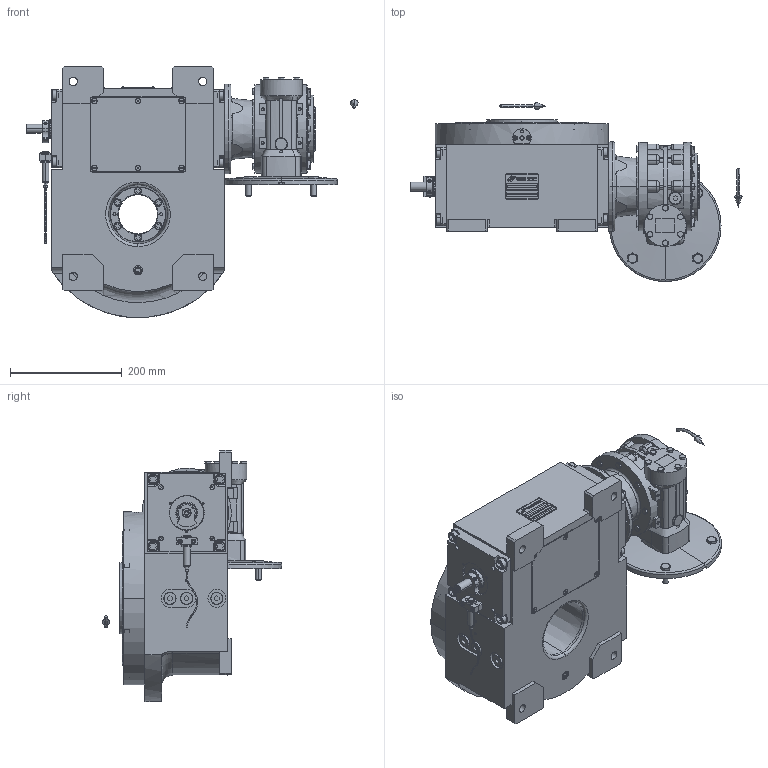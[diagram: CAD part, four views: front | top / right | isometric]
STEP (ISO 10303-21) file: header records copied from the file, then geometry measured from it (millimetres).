
FILE_DESCRIPTION (( 'STEP AP214' ), '1' );
FILE_NAME ('PC5200425.step', '2024-06-24T13:48:52', ( '' ), ( '' ), 'SwSTEP 2.0', 'SolidWorks 2020', '' );
FILE_SCHEMA (( 'AUTOMOTIVE_DESIGN' ));
Length unit declared in the file: millimetre
Products named in the file (89): cfn2000_01_099; rig09_017; cfn2003_01_054; cfn2000_01_126; RMI70_F3_SX_80B5; cfn2000_01_081; RIG09_005_AF0.stp; PC5200425; rig09_007_master; CFN2010_02_002.stp; AS_900_38_11_06_4; cfn2115_02_057; CFN2000_01_185.stp; AS_rig09_002_s_003; CFN2356_03_053.stp; cfn2400_04_003; CFN2223_02_003.stp; cfn2476_01_002_60x46; AS_rig09_004; rig09_004; olio_agip_blasia_150; cfn2107_01_001; cfn2155_01_095; cfn2010_01_015.prt; AS_rig09_071_12_m; cfn2151_01_115; CFN2223_02_004.stp; rig09_016; freccia_angolare_albero; 900_38_11_06_4; AS_cfn2476_01_002_60x46; AS_900_38_30_003; cfn2276_01_056; CFN2104_02_018.stp; CFN2010_01_020.stp; cfn2115_02_160; rig09_071_12_m.stp; cfn2077_01_036; AS_rig09_017; RIG09_005_ASM.stp ...
Assembly tree (78 placements, depth 5):
  PC5200425
    rig09_001_a_s_011
    AS_cfn2476_01_002_60x46
      cfn2476_01_002_60x46
      cfn2107_01_001
      cfn2107_01_001
    AS_rig09_071_12_m
      rig09_071_12_m.stp
        RIG09_005_ASM.stp
          RIG09_005_AF0.stp
          RIG09_021_AF0.stp
          CFN2000_01_185.stp
          CFN2000_01_185.stp
          CFN2104_02_018.stp
        CFN2155_01_195.stp
        CFN2010_02_002.stp
      rig09_003_12
      cfn2000_01_099
      cfn2000_01_099
      cfn2000_01_099
      cfn2000_01_099
      cfn2000_01_099
      cfn2000_01_099
      cfn2000_01_099
      cfn2000_01_099
      cfn2104_01_018  x2
    AS_rig09_017
      rig09_017
      cfn2000_01_126
      cfn2000_01_126
      cfn2000_01_126
      cfn2000_01_126
      cfn2000_01_126
      cfn2000_01_126
      cfn2155_01_196
    AS_rig09_004
      rig09_004
      cfn2000_01_081
      cfn2155_01_095
      cfn2070_05_009
      cfn2000_01_081
      cfn2000_01_081
      cfn2000_01_081
    AS_rig09_004
      rig09_004
      cfn2000_01_081
      cfn2155_01_095
      cfn2070_05_009
      cfn2000_01_081
      cfn2000_01_081
      cfn2000_01_081
    AS_rig09_002_s_003
      rig09_002_s_003
      cfn2115_02_160
    cfn2128_04_002  x3
    cfn2128_19_002
    AS_rig09_016
      rig09_016
      cfn2003_01_054
      cfn2003_01_054
Bounding box: 594.5 x 321 x 450 mm (x, y, z)
Volume: 6627333.7 mm3; surface area: 1633532.7 mm2
Topology: 68 solids, 70 shells, 3742 faces, 9391 edges, 5983 vertices
Faces by surface type: plane 1783, cylinder 1106, cone 575, torus 262, bspline 12, sphere 4
Entity records: 133534 total; most frequent: CARTESIAN_POINT 42629, ORIENTED_EDGE 18304, DIRECTION 18118, EDGE_CURVE 9154, AXIS2_PLACEMENT_3D 6650, VERTEX_POINT 5895, VECTOR 4818, LINE 4818
